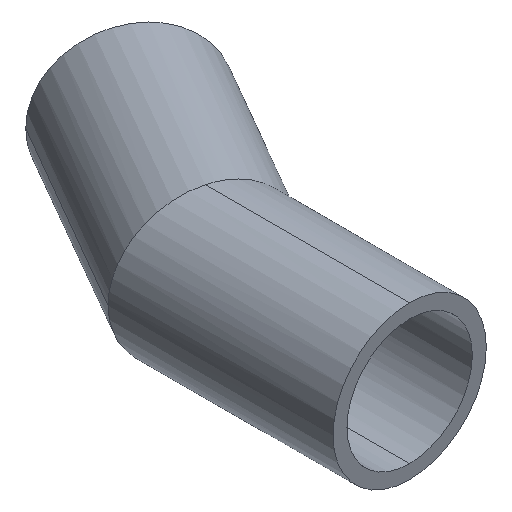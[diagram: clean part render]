
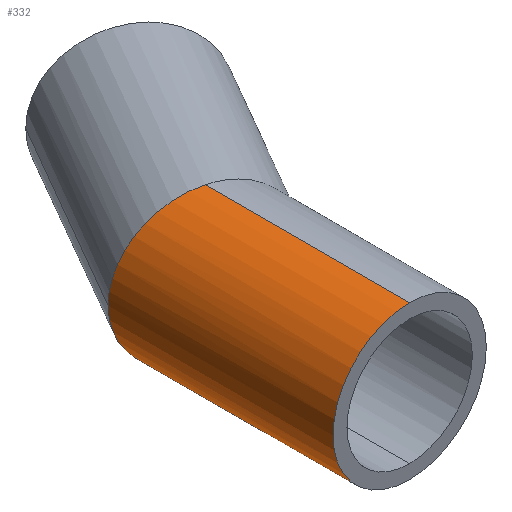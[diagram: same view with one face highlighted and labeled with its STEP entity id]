
A CAD part, isometric view. The second image highlights one B-rep face of the part: STEP entity #332.
In plain terms, the highlighted cylindrical face has radius 45 mm (diameter 90 mm), a partial arc.
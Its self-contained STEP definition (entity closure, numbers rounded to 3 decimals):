
#13 = CARTESIAN_POINT ( 'NONE',  ( -45., 132.099, 26.36 ) ) ;
#36 = CARTESIAN_POINT ( 'NONE',  ( -45., 132.099, 0. ) ) ;
#43 = ORIENTED_EDGE ( 'NONE', *, *, #352, .T. ) ;
#65 = CARTESIAN_POINT ( 'NONE',  ( -26.36, 127.104, -45. ) ) ;
#74 = CARTESIAN_POINT ( 'NONE',  ( 0., 0., 45. ) ) ;
#104 = VERTEX_POINT ( 'NONE', #74 ) ;
#105 =( BOUNDED_CURVE ( )  B_SPLINE_CURVE ( 3, ( #213, #151, #13, #36 ),
 .UNSPECIFIED., .F., .F. ) 
 B_SPLINE_CURVE_WITH_KNOTS ( ( 4, 4 ),
 ( 4.712, 6.283 ),
 .UNSPECIFIED. ) 
 CURVE ( )  GEOMETRIC_REPRESENTATION_ITEM ( )  RATIONAL_B_SPLINE_CURVE ( ( 1., 0.805, 0.805, 1. ) ) 
 REPRESENTATION_ITEM ( '' )  );
#108 = VECTOR ( 'NONE', #120, 1000. ) ;
#120 = DIRECTION ( 'NONE',  ( 0., 1., 0. ) ) ;
#125 = DIRECTION ( 'NONE',  ( 0., 1., 0. ) ) ;
#128 = CYLINDRICAL_SURFACE ( 'NONE', #245, 45. ) ;
#129 = EDGE_CURVE ( 'NONE', #166, #160, #174, .T. ) ;
#138 = EDGE_LOOP ( 'NONE', ( #242, #321, #226, #43, #319 ) ) ;
#151 = CARTESIAN_POINT ( 'NONE',  ( -26.36, 127.104, 45. ) ) ;
#160 = VERTEX_POINT ( 'NONE', #272 ) ;
#166 = VERTEX_POINT ( 'NONE', #302 ) ;
#174 = LINE ( 'NONE', #324, #364 ) ;
#176 = CARTESIAN_POINT ( 'NONE',  ( 0., 0., 0. ) ) ;
#181 = CARTESIAN_POINT ( 'NONE',  ( 0., 0., 45. ) ) ;
#185 = CARTESIAN_POINT ( 'NONE',  ( 0., 120.041, -45. ) ) ;
#213 = CARTESIAN_POINT ( 'NONE',  ( 0., 120.041, 45. ) ) ;
#214 = CARTESIAN_POINT ( 'NONE',  ( -45., 132.099, 0. ) ) ;
#216 = CARTESIAN_POINT ( 'NONE',  ( -45., 132.099, -26.36 ) ) ;
#226 = ORIENTED_EDGE ( 'NONE', *, *, #251, .T. ) ;
#234 = DIRECTION ( 'NONE',  ( 0., 0., 1. ) ) ;
#235 = EDGE_CURVE ( 'NONE', #166, #104, #335, .T. ) ;
#239 = AXIS2_PLACEMENT_3D ( 'NONE', #176, #298, #234 ) ;
#242 = ORIENTED_EDGE ( 'NONE', *, *, #129, .F. ) ;
#245 = AXIS2_PLACEMENT_3D ( 'NONE', #339, #125, #369 ) ;
#246 = CARTESIAN_POINT ( 'NONE',  ( -45., 132.099, 0. ) ) ;
#250 = CARTESIAN_POINT ( 'NONE',  ( 0., 120.041, 45. ) ) ;
#251 = EDGE_CURVE ( 'NONE', #104, #360, #359, .T. ) ;
#272 = CARTESIAN_POINT ( 'NONE',  ( 0., 120.041, -45. ) ) ;
#280 = FACE_OUTER_BOUND ( 'NONE', #138, .T. ) ;
#290 = VERTEX_POINT ( 'NONE', #246 ) ;
#298 = DIRECTION ( 'NONE',  ( 0., 1., 0. ) ) ;
#302 = CARTESIAN_POINT ( 'NONE',  ( 0., 0., -45. ) ) ;
#315 = EDGE_CURVE ( 'NONE', #290, #160, #365, .T. ) ;
#319 = ORIENTED_EDGE ( 'NONE', *, *, #315, .T. ) ;
#321 = ORIENTED_EDGE ( 'NONE', *, *, #235, .T. ) ;
#324 = CARTESIAN_POINT ( 'NONE',  ( 0., 0., -45. ) ) ;
#330 = DIRECTION ( 'NONE',  ( 0., 1., 0. ) ) ;
#332 = ADVANCED_FACE ( 'NONE', ( #280 ), #128, .T. ) ;
#335 = CIRCLE ( 'NONE', #239, 45. ) ;
#339 = CARTESIAN_POINT ( 'NONE',  ( 0., 0., 0. ) ) ;
#352 = EDGE_CURVE ( 'NONE', #360, #290, #105, .T. ) ;
#359 = LINE ( 'NONE', #181, #108 ) ;
#360 = VERTEX_POINT ( 'NONE', #250 ) ;
#364 = VECTOR ( 'NONE', #330, 1000. ) ;
#365 =( BOUNDED_CURVE ( )  B_SPLINE_CURVE ( 3, ( #214, #216, #65, #185 ),
 .UNSPECIFIED., .F., .F. ) 
 B_SPLINE_CURVE_WITH_KNOTS ( ( 4, 4 ),
 ( 0., 1.571 ),
 .UNSPECIFIED. ) 
 CURVE ( )  GEOMETRIC_REPRESENTATION_ITEM ( )  RATIONAL_B_SPLINE_CURVE ( ( 1., 0.805, 0.805, 1. ) ) 
 REPRESENTATION_ITEM ( '' )  );
#369 = DIRECTION ( 'NONE',  ( 0., 0., 1. ) ) ;
